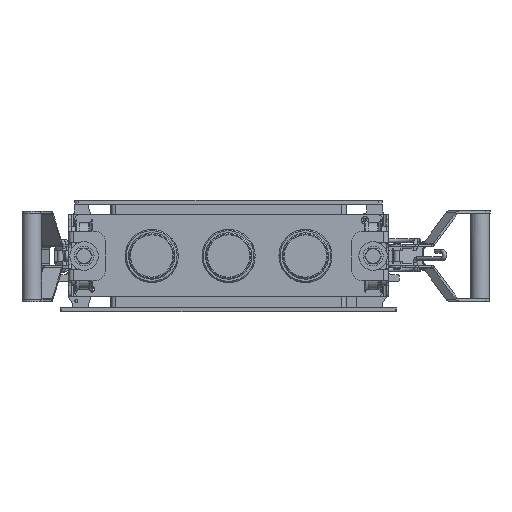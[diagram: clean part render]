
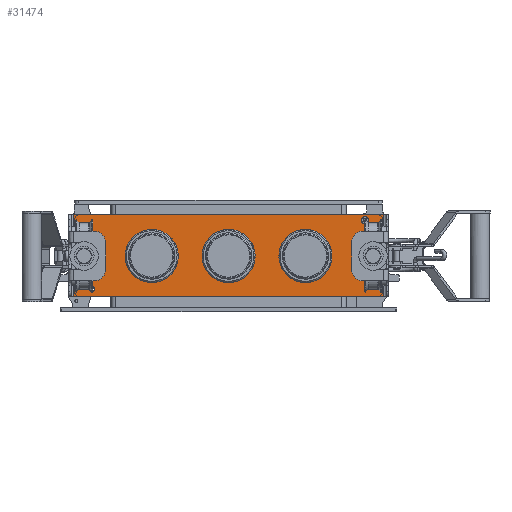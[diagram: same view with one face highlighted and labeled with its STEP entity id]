
A CAD part, front view. The second image highlights one B-rep face of the part: STEP entity #31474.
In plain terms, the highlighted planar face has unit normal (0, -1, 0).
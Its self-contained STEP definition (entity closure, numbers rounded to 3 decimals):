
#951=FACE_BOUND('',#7257,.T.);
#952=FACE_BOUND('',#7258,.T.);
#953=FACE_BOUND('',#7259,.T.);
#954=FACE_BOUND('',#7260,.T.);
#955=FACE_BOUND('',#7261,.T.);
#956=FACE_BOUND('',#7262,.T.);
#957=FACE_BOUND('',#7263,.T.);
#3148=CIRCLE('',#33780,5.);
#3159=CIRCLE('',#33809,3.4);
#3265=CIRCLE('',#33987,17.);
#3266=CIRCLE('',#33988,17.);
#3267=CIRCLE('',#33989,34.5);
#3268=CIRCLE('',#33990,34.5);
#3269=CIRCLE('',#33991,34.5);
#3270=CIRCLE('',#33992,3.4);
#3271=CIRCLE('',#33993,5.);
#4974=FACE_OUTER_BOUND('',#7256,.T.);
#7256=EDGE_LOOP('',(#21855,#21856,#21857,#21858,#21859,#21860,#21861,#21862,
#21863,#21864,#21865,#21866));
#7257=EDGE_LOOP('',(#21867));
#7258=EDGE_LOOP('',(#21868));
#7259=EDGE_LOOP('',(#21869));
#7260=EDGE_LOOP('',(#21870));
#7261=EDGE_LOOP('',(#21871));
#7262=EDGE_LOOP('',(#21872));
#7263=EDGE_LOOP('',(#21873));
#9915=LINE('',#47104,#11708);
#9921=LINE('',#47117,#11714);
#9929=LINE('',#47134,#11722);
#9937=LINE('',#47151,#11730);
#10241=LINE('',#48727,#12034);
#10242=LINE('',#48728,#12035);
#10243=LINE('',#48732,#12036);
#10244=LINE('',#48733,#12037);
#10245=LINE('',#48735,#12038);
#10246=LINE('',#48737,#12039);
#11708=VECTOR('',#37560,10.);
#11714=VECTOR('',#37568,10.);
#11722=VECTOR('',#37578,10.);
#11730=VECTOR('',#37588,10.);
#12034=VECTOR('',#38996,10.);
#12035=VECTOR('',#38997,10.);
#12036=VECTOR('',#39000,10.);
#12037=VECTOR('',#39001,10.);
#12038=VECTOR('',#39002,10.);
#12039=VECTOR('',#39003,10.);
#13678=VERTEX_POINT('',#47102);
#13679=VERTEX_POINT('',#47103);
#13684=VERTEX_POINT('',#47115);
#13685=VERTEX_POINT('',#47116);
#13692=VERTEX_POINT('',#47132);
#13693=VERTEX_POINT('',#47133);
#13700=VERTEX_POINT('',#47149);
#13701=VERTEX_POINT('',#47150);
#13974=VERTEX_POINT('',#48088);
#13991=VERTEX_POINT('',#48158);
#14185=VERTEX_POINT('',#48729);
#14186=VERTEX_POINT('',#48731);
#14187=VERTEX_POINT('',#48734);
#14188=VERTEX_POINT('',#48736);
#14189=VERTEX_POINT('',#48739);
#14190=VERTEX_POINT('',#48741);
#14191=VERTEX_POINT('',#48743);
#14192=VERTEX_POINT('',#48745);
#14193=VERTEX_POINT('',#48747);
#16600=EDGE_CURVE('',#13678,#13679,#9915,.T.);
#16606=EDGE_CURVE('',#13684,#13685,#9921,.T.);
#16614=EDGE_CURVE('',#13692,#13693,#9929,.T.);
#16622=EDGE_CURVE('',#13700,#13701,#9937,.T.);
#16991=EDGE_CURVE('',#13974,#13974,#3148,.T.);
#17014=EDGE_CURVE('',#13991,#13991,#3159,.T.);
#17246=EDGE_CURVE('',#13679,#13684,#10241,.T.);
#17247=EDGE_CURVE('',#13685,#13701,#10242,.T.);
#17248=EDGE_CURVE('',#14185,#13700,#3265,.T.);
#17249=EDGE_CURVE('',#14186,#14185,#10243,.T.);
#17250=EDGE_CURVE('',#14186,#13693,#10244,.T.);
#17251=EDGE_CURVE('',#13692,#14187,#10245,.T.);
#17252=EDGE_CURVE('',#14187,#14188,#10246,.T.);
#17253=EDGE_CURVE('',#14188,#13678,#3266,.T.);
#17254=EDGE_CURVE('',#14189,#14189,#3267,.T.);
#17255=EDGE_CURVE('',#14190,#14190,#3268,.T.);
#17256=EDGE_CURVE('',#14191,#14191,#3269,.T.);
#17257=EDGE_CURVE('',#14192,#14192,#3270,.T.);
#17258=EDGE_CURVE('',#14193,#14193,#3271,.T.);
#21855=ORIENTED_EDGE('',*,*,#16600,.T.);
#21856=ORIENTED_EDGE('',*,*,#17246,.T.);
#21857=ORIENTED_EDGE('',*,*,#16606,.T.);
#21858=ORIENTED_EDGE('',*,*,#17247,.T.);
#21859=ORIENTED_EDGE('',*,*,#16622,.F.);
#21860=ORIENTED_EDGE('',*,*,#17248,.F.);
#21861=ORIENTED_EDGE('',*,*,#17249,.F.);
#21862=ORIENTED_EDGE('',*,*,#17250,.T.);
#21863=ORIENTED_EDGE('',*,*,#16614,.F.);
#21864=ORIENTED_EDGE('',*,*,#17251,.T.);
#21865=ORIENTED_EDGE('',*,*,#17252,.T.);
#21866=ORIENTED_EDGE('',*,*,#17253,.T.);
#21867=ORIENTED_EDGE('',*,*,#17254,.F.);
#21868=ORIENTED_EDGE('',*,*,#17255,.F.);
#21869=ORIENTED_EDGE('',*,*,#17256,.F.);
#21870=ORIENTED_EDGE('',*,*,#17257,.F.);
#21871=ORIENTED_EDGE('',*,*,#17014,.F.);
#21872=ORIENTED_EDGE('',*,*,#17258,.T.);
#21873=ORIENTED_EDGE('',*,*,#16991,.T.);
#28344=PLANE('',#33986);
#31474=ADVANCED_FACE('',(#4974,#951,#952,#953,#954,#955,#956,#957),#28344,
 .T.);
#33780=AXIS2_PLACEMENT_3D('',#48089,#38452,#38453);
#33809=AXIS2_PLACEMENT_3D('',#48159,#38516,#38517);
#33986=AXIS2_PLACEMENT_3D('',#48726,#38994,#38995);
#33987=AXIS2_PLACEMENT_3D('',#48730,#38998,#38999);
#33988=AXIS2_PLACEMENT_3D('',#48738,#39004,#39005);
#33989=AXIS2_PLACEMENT_3D('',#48740,#39006,#39007);
#33990=AXIS2_PLACEMENT_3D('',#48742,#39008,#39009);
#33991=AXIS2_PLACEMENT_3D('',#48744,#39010,#39011);
#33992=AXIS2_PLACEMENT_3D('',#48746,#39012,#39013);
#33993=AXIS2_PLACEMENT_3D('',#48748,#39014,#39015);
#37560=DIRECTION('',(-1.,0.,0.));
#37568=DIRECTION('',(1.,0.,0.));
#37578=DIRECTION('',(1.,0.,0.));
#37588=DIRECTION('',(1.,0.,0.));
#38452=DIRECTION('center_axis',(0.,1.,0.));
#38453=DIRECTION('ref_axis',(-1.,0.,0.));
#38516=DIRECTION('center_axis',(0.,-1.,0.));
#38517=DIRECTION('ref_axis',(1.,0.,-0.003));
#38994=DIRECTION('center_axis',(0.,-1.,0.));
#38995=DIRECTION('ref_axis',(1.,0.,0.));
#38996=DIRECTION('',(0.,0.,-1.));
#38997=DIRECTION('',(0.,0.,1.));
#38998=DIRECTION('center_axis',(0.,-1.,0.));
#38999=DIRECTION('ref_axis',(0.,0.,
-1.));
#39000=DIRECTION('',(-1.,0.,0.));
#39001=DIRECTION('',(0.,0.,1.));
#39002=DIRECTION('',(0.,0.,-1.));
#39003=DIRECTION('',(1.,0.,0.));
#39004=DIRECTION('center_axis',(0.,1.,0.));
#39005=DIRECTION('ref_axis',(0.,0.,
-1.));
#39006=DIRECTION('center_axis',(0.,-1.,0.));
#39007=DIRECTION('ref_axis',(0.28,0.,0.96));
#39008=DIRECTION('center_axis',(0.,-1.,0.));
#39009=DIRECTION('ref_axis',(0.28,0.,0.96));
#39010=DIRECTION('center_axis',(0.,-1.,0.));
#39011=DIRECTION('ref_axis',(0.283,0.,0.959));
#39012=DIRECTION('center_axis',(0.,-1.,0.));
#39013=DIRECTION('ref_axis',(0.997,0.,-0.073));
#39014=DIRECTION('center_axis',(0.,1.,0.));
#39015=DIRECTION('ref_axis',(-1.,0.,0.));
#47102=CARTESIAN_POINT('',(-188.,-168.,-89.5));
#47103=CARTESIAN_POINT('',(-202.,-168.,-89.5));
#47104=CARTESIAN_POINT('',(-205.,-168.,-89.5));
#47115=CARTESIAN_POINT('',(-202.,-168.,-125.));
#47116=CARTESIAN_POINT('',(202.,-168.,-125.));
#47117=CARTESIAN_POINT('',(0.,-168.,-125.));
#47132=CARTESIAN_POINT('',(-202.,-168.,-19.));
#47133=CARTESIAN_POINT('',(202.,-168.,-19.));
#47134=CARTESIAN_POINT('',(205.,-168.,-19.));
#47149=CARTESIAN_POINT('',(188.,-168.,-89.5));
#47150=CARTESIAN_POINT('',(202.,-168.,-89.5));
#47151=CARTESIAN_POINT('',(205.,-168.,-89.5));
#48088=CARTESIAN_POINT('',(169.5,-168.,-64.));
#48089=CARTESIAN_POINT('Origin',(164.5,-168.,-64.));
#48158=CARTESIAN_POINT('',(-181.4,-168.,-95.488));
#48159=CARTESIAN_POINT('Origin',(-178.,-168.,-95.5));
#48726=CARTESIAN_POINT('Origin',(108.061,-168.,-72.04));
#48727=CARTESIAN_POINT('',(-202.,-168.,-80.77));
#48728=CARTESIAN_POINT('',(202.,-168.,-80.77));
#48729=CARTESIAN_POINT('',(188.,-168.,-55.5));
#48730=CARTESIAN_POINT('Origin',(188.,-168.,-72.5));
#48731=CARTESIAN_POINT('',(202.,-168.,-55.5));
#48732=CARTESIAN_POINT('',(188.,-168.,-55.5));
#48733=CARTESIAN_POINT('',(202.,-168.,-45.52));
#48734=CARTESIAN_POINT('',(-202.,-168.,-55.5));
#48735=CARTESIAN_POINT('',(-202.,-168.,-45.52));
#48736=CARTESIAN_POINT('',(-188.,-168.,-55.5));
#48737=CARTESIAN_POINT('',(-188.,-168.,-55.5));
#48738=CARTESIAN_POINT('Origin',(-188.,-168.,-72.5));
#48739=CARTESIAN_POINT('',(66.882,-168.,-62.833));
#48740=CARTESIAN_POINT('Origin',(100.,-168.,-72.5));
#48741=CARTESIAN_POINT('',(-33.118,-168.,-62.833));
#48742=CARTESIAN_POINT('Origin',(0.,-168.,-72.5));
#48743=CARTESIAN_POINT('',(-133.09,-168.,-62.739));
#48744=CARTESIAN_POINT('Origin',(-100.,-168.,-72.5));
#48745=CARTESIAN_POINT('',(-181.391,-168.,-115.251));
#48746=CARTESIAN_POINT('Origin',(-178.,-168.,-115.5));
#48747=CARTESIAN_POINT('',(182.5,-168.,-26.));
#48748=CARTESIAN_POINT('Origin',(177.5,-168.,-26.));
